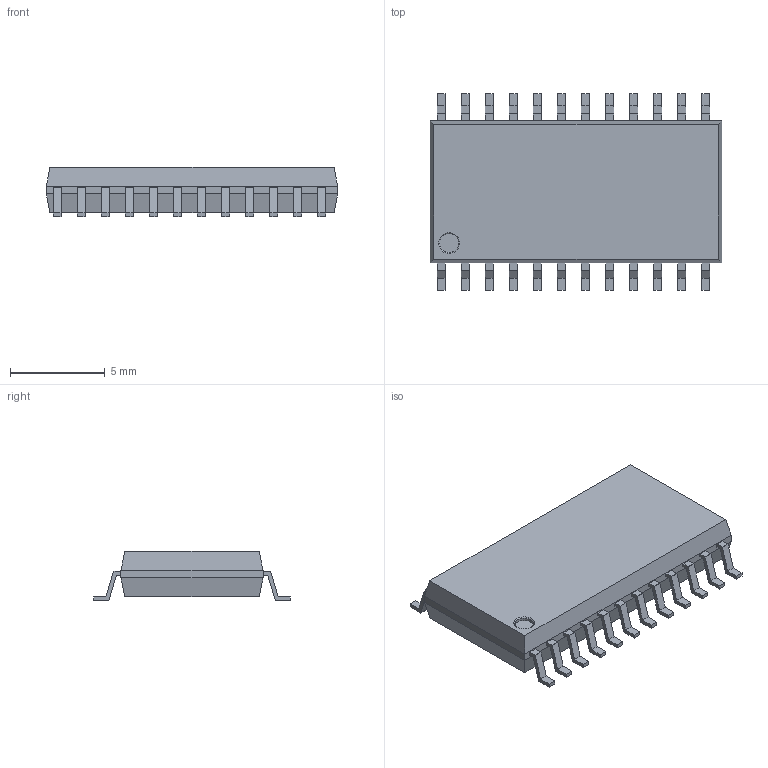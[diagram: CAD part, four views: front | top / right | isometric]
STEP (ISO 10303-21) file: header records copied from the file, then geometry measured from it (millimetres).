
FILE_DESCRIPTION (( 'STEP AP214' ), '1' );
FILE_NAME ('User Library-SOIC_24-300.STEP', '2016-02-08T03:59:34', ( 'Windows User' ), ( '' ), 'SwSTEP 2.0', 'SolidWorks 2016', '' );
FILE_SCHEMA (( 'AUTOMOTIVE_DESIGN' ));
Length unit declared in the file: millimetre
Products named in the file (26): User Library-SOIC_24-300_pino014; User Library-SOIC_24-300_pino013; User Library-SOIC_24-300_pino012; User Library-SOIC_24-300_pino011; User Library-SOIC_24-300_pino010; User Library-SOIC_24-300_pino009; User Library-SOIC_24-300_pino008; User Library-SOIC_24-300_pino007; User Library-SOIC_24-300_pino006; User Library-SOIC_24-300_body_finished; User Library-SOIC_24-300_pino005; User Library-SOIC_24-300_pino024; User Library-SOIC_24-300_pino004; User Library-SOIC_24-300_pino023; User Library-SOIC_24-300_pino003; User Library-SOIC_24-300_pino022; User Library-SOIC_24-300_pino002; User Library-SOIC_24-300_pino021; User Library-SOIC_24-300_pino1; User Library-SOIC_24-300_pino020; User Library-SOIC_24-300_pino019; User Library-SOIC_24-300; User Library-SOIC_24-300_pino018; User Library-SOIC_24-300_pino017; User Library-SOIC_24-300_pino016; User Library-SOIC_24-300_pino015
Assembly tree (25 placements, depth 2):
  User Library-SOIC_24-300
    User Library-SOIC_24-300_pino1
    User Library-SOIC_24-300_pino002
    User Library-SOIC_24-300_pino003
    User Library-SOIC_24-300_pino004
    User Library-SOIC_24-300_pino005
    User Library-SOIC_24-300_pino006
    User Library-SOIC_24-300_pino007
    User Library-SOIC_24-300_pino008
    User Library-SOIC_24-300_pino009
    User Library-SOIC_24-300_pino010
    User Library-SOIC_24-300_pino011
    User Library-SOIC_24-300_pino012
    User Library-SOIC_24-300_pino013
    User Library-SOIC_24-300_pino014
    User Library-SOIC_24-300_pino015
    User Library-SOIC_24-300_pino016
    User Library-SOIC_24-300_pino017
    User Library-SOIC_24-300_pino018
    User Library-SOIC_24-300_pino019
    User Library-SOIC_24-300_pino020
    User Library-SOIC_24-300_pino021
    User Library-SOIC_24-300_pino022
    User Library-SOIC_24-300_pino023
    User Library-SOIC_24-300_pino024
    User Library-SOIC_24-300_body_finished
Bounding box: 15.4 x 10.4 x 2.6 mm (x, y, z)
Volume: 272.9 mm3; surface area: 400.9 mm2
Topology: 25 solids, 25 shells, 367 faces, 830 edges, 514 vertices
Faces by surface type: plane 363, cone 2, cylinder 2
Entity records: 15057 total; most frequent: CARTESIAN_POINT 1775, ORIENTED_EDGE 1660, DIRECTION 1614, EDGE_CURVE 830, VECTOR 812, LINE 812, VERTEX_POINT 514, UNCERTAINTY_MEASURE_WITH_UNIT 443
